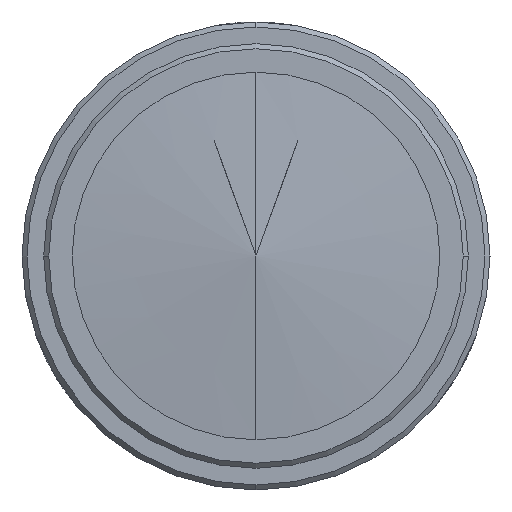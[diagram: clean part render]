
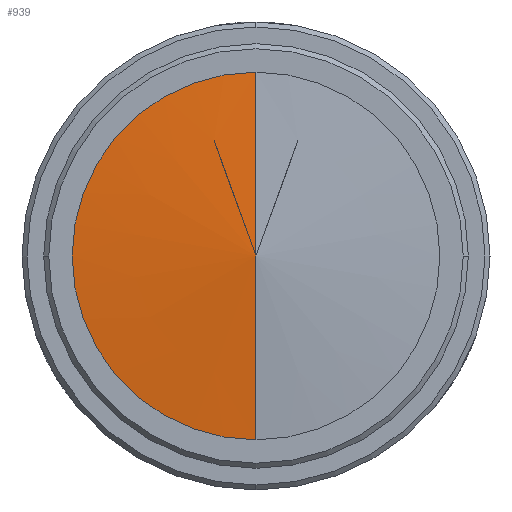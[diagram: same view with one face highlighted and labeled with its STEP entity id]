
A CAD part, left-side view. The second image highlights one B-rep face of the part: STEP entity #939.
In plain terms, the highlighted conical face has half-angle 85.045 degrees and reference radius 11534 mm.
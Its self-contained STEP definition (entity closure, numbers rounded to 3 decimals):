
#55 = VERTEX_POINT ( 'NONE', #645 ) ;
#82 = CIRCLE ( 'NONE', #1099, 11. ) ;
#190 = FACE_OUTER_BOUND ( 'NONE', #838, .T. ) ;
#199 = AXIS2_PLACEMENT_3D ( 'NONE', #457, #1123, #800 ) ;
#226 = VERTEX_POINT ( 'NONE', #673 ) ;
#330 = VECTOR ( 'NONE', #1336, 1000. ) ;
#457 = CARTESIAN_POINT ( 'NONE',  ( 955.19, 0., 0. ) ) ;
#535 = ORIENTED_EDGE ( 'NONE', *, *, #690, .T. ) ;
#645 = CARTESIAN_POINT ( 'NONE',  ( -43.856, 0., 11. ) ) ;
#673 = CARTESIAN_POINT ( 'NONE',  ( -44.81, 0., 0. ) ) ;
#688 = CARTESIAN_POINT ( 'NONE',  ( -43.856, 0., 0. ) ) ;
#690 = EDGE_CURVE ( 'NONE', #226, #55, #1326, .T. ) ;
#696 = LINE ( 'NONE', #1225, #330 ) ;
#776 = CARTESIAN_POINT ( 'NONE',  ( -43.856, 0., -11. ) ) ;
#800 = DIRECTION ( 'NONE',  ( 0., 0., -1. ) ) ;
#816 = EDGE_CURVE ( 'NONE', #226, #1159, #696, .T. ) ;
#834 = CONICAL_SURFACE ( 'NONE', #199, 11534.014, 1.484 ) ;
#838 = EDGE_LOOP ( 'NONE', ( #1111, #535, #943 ) ) ;
#939 = ADVANCED_FACE ( 'NONE', ( #190 ), #834, .T. ) ;
#943 = ORIENTED_EDGE ( 'NONE', *, *, #1181, .F. ) ;
#964 = DIRECTION ( 'NONE',  ( 0.086, 0., 0.996 ) ) ;
#1044 = DIRECTION ( 'NONE',  ( 0., -0.478, 0.878 ) ) ;
#1052 = DIRECTION ( 'NONE',  ( 1., 0., 0. ) ) ;
#1053 = VECTOR ( 'NONE', #964, 1000. ) ;
#1099 = AXIS2_PLACEMENT_3D ( 'NONE', #688, #1052, #1044 ) ;
#1111 = ORIENTED_EDGE ( 'NONE', *, *, #816, .F. ) ;
#1123 = DIRECTION ( 'NONE',  ( 1., 0., 0. ) ) ;
#1159 = VERTEX_POINT ( 'NONE', #776 ) ;
#1181 = EDGE_CURVE ( 'NONE', #1159, #55, #82, .T. ) ;
#1225 = CARTESIAN_POINT ( 'NONE',  ( -44.81, 0., 0. ) ) ;
#1326 = LINE ( 'NONE', #1419, #1053 ) ;
#1336 = DIRECTION ( 'NONE',  ( 0.086, 0., -0.996 ) ) ;
#1419 = CARTESIAN_POINT ( 'NONE',  ( -44.81, 0., 0. ) ) ;
